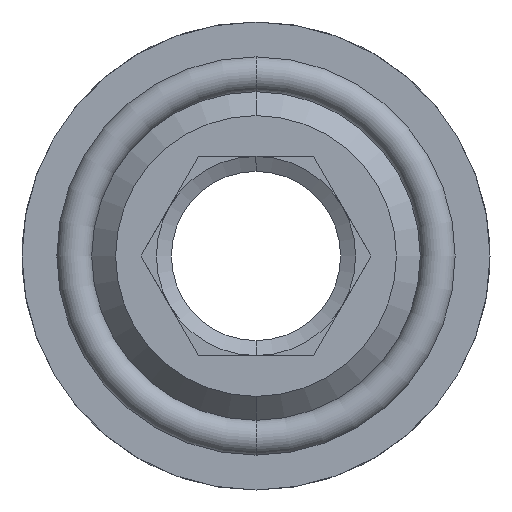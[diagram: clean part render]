
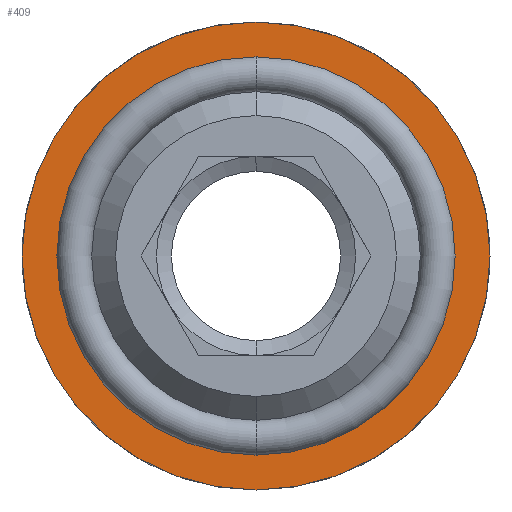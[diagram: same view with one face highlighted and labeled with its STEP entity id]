
A CAD part, front view. The second image highlights one B-rep face of the part: STEP entity #409.
In plain terms, the highlighted planar face has unit normal (0, -1, 0).
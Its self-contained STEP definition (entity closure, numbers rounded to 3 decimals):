
#127 = EDGE_CURVE ( 'NONE', #203, #202, #765, .T. ) ;
#135 = VERTEX_POINT ( 'NONE', #1548 ) ;
#137 = VERTEX_POINT ( 'NONE', #1552 ) ;
#141 = EDGE_CURVE ( 'NONE', #137, #135, #1484, .T. ) ;
#202 = VERTEX_POINT ( 'NONE', #1534 ) ;
#203 = VERTEX_POINT ( 'NONE', #1533 ) ;
#400 = EDGE_LOOP ( 'NONE', ( #520, #521 ) ) ;
#409 = ADVANCED_FACE ( 'NONE', ( #1334, #1329 ), #1328, .T. ) ;
#410 = EDGE_LOOP ( 'NONE', ( #424, #435 ) ) ;
#424 = ORIENTED_EDGE ( 'NONE', *, *, #434, .F. ) ;
#434 = EDGE_CURVE ( 'NONE', #202, #203, #1302, .T. ) ;
#435 = ORIENTED_EDGE ( 'NONE', *, *, #127, .F. ) ;
#520 = ORIENTED_EDGE ( 'NONE', *, *, #141, .T. ) ;
#521 = ORIENTED_EDGE ( 'NONE', *, *, #551, .T. ) ;
#551 = EDGE_CURVE ( 'NONE', #135, #137, #1240, .T. ) ;
#761 = DIRECTION ( 'NONE',  ( 0., 0., -1. ) ) ;
#762 = DIRECTION ( 'NONE',  ( 0., -1., 0. ) ) ;
#763 = CARTESIAN_POINT ( 'NONE',  ( 0., 9., 0. ) ) ;
#764 = AXIS2_PLACEMENT_3D ( 'NONE', #763, #762, #761 ) ;
#765 = CIRCLE ( 'NONE', #764, 10. ) ;
#1236 = DIRECTION ( 'NONE',  ( 0., 0., -1. ) ) ;
#1237 = DIRECTION ( 'NONE',  ( 0., -1., 0. ) ) ;
#1238 = CARTESIAN_POINT ( 'NONE',  ( 0., 9., 0. ) ) ;
#1239 = AXIS2_PLACEMENT_3D ( 'NONE', #1238, #1237, #1236 ) ;
#1240 = CIRCLE ( 'NONE', #1239, 11.75 ) ;
#1298 = DIRECTION ( 'NONE',  ( 0., 0., -1. ) ) ;
#1299 = DIRECTION ( 'NONE',  ( 0., -1., 0. ) ) ;
#1300 = CARTESIAN_POINT ( 'NONE',  ( 0., 9., 0. ) ) ;
#1301 = AXIS2_PLACEMENT_3D ( 'NONE', #1300, #1299, #1298 ) ;
#1302 = CIRCLE ( 'NONE', #1301, 10. ) ;
#1323 = DIRECTION ( 'NONE',  ( 0., 0., -1. ) ) ;
#1324 = DIRECTION ( 'NONE',  ( 0., -1., 0. ) ) ;
#1325 = CARTESIAN_POINT ( 'NONE',  ( 11.75, 9., 0. ) ) ;
#1327 = AXIS2_PLACEMENT_3D ( 'NONE', #1325, #1324, #1323 ) ;
#1328 = PLANE ( 'NONE',  #1327 ) ;
#1329 = FACE_BOUND ( 'NONE', #410, .T. ) ;
#1334 = FACE_OUTER_BOUND ( 'NONE', #400, .T. ) ;
#1481 = DIRECTION ( 'NONE',  ( 0., 0., -1. ) ) ;
#1484 = CIRCLE ( 'NONE', #1544, 11.75 ) ;
#1533 = CARTESIAN_POINT ( 'NONE',  ( 0., 9., 10. ) ) ;
#1534 = CARTESIAN_POINT ( 'NONE',  ( 0., 9., -10. ) ) ;
#1544 = AXIS2_PLACEMENT_3D ( 'NONE', #1557, #1556, #1481 ) ;
#1548 = CARTESIAN_POINT ( 'NONE',  ( 0., 9., 11.75 ) ) ;
#1552 = CARTESIAN_POINT ( 'NONE',  ( 0., 9., -11.75 ) ) ;
#1556 = DIRECTION ( 'NONE',  ( 0., -1., 0. ) ) ;
#1557 = CARTESIAN_POINT ( 'NONE',  ( 0., 9., 0. ) ) ;
